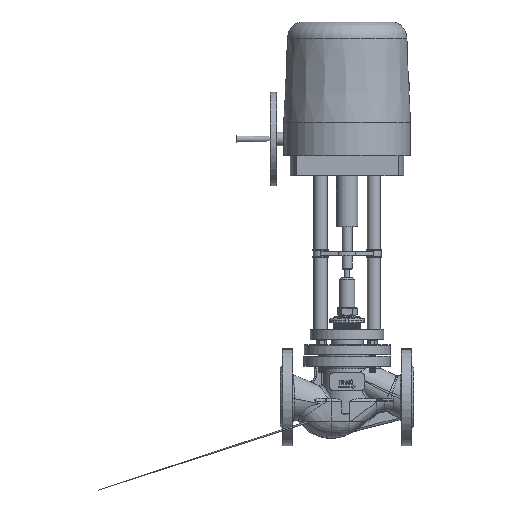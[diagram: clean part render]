
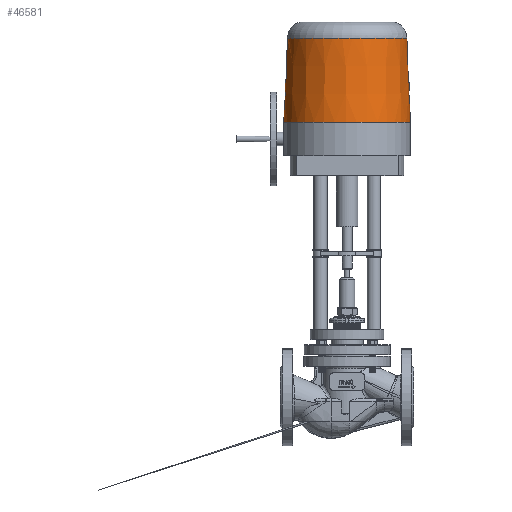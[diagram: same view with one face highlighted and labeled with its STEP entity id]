
A CAD part, front view. The second image highlights one B-rep face of the part: STEP entity #46581.
In plain terms, the highlighted conical face has half-angle 2 degrees and reference radius 90.604 mm.
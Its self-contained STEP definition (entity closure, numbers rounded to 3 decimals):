
#1173=CONICAL_SURFACE('',#48573,90.604,0.035);
#2705=FACE_OUTER_BOUND('',#4186,.T.);
#4186=EDGE_LOOP('',(#44575,#44576,#44577,#44578,#44579,#44580,#44581,#44582,
#44583,#44584,#44585,#44586,#44587));
#4830=CIRCLE('',#48564,95.);
#4831=CIRCLE('',#48565,95.);
#4836=CIRCLE('',#48574,90.604);
#4837=CIRCLE('',#48575,92.905);
#4838=CIRCLE('',#48576,90.604);
#4839=CIRCLE('',#48577,92.905);
#4840=CIRCLE('',#48578,90.604);
#9976=B_SPLINE_CURVE_WITH_KNOTS('',3,(#244450,#244451,#244452,#244453,#244454,
#244455,#244456,#244457,#244458,#244459,#244460,#244461,#244462),
 .UNSPECIFIED.,.F.,.F.,(4,3,3,3,4),(120.508,150.107,178.976,
206.655,213.707),.UNSPECIFIED.);
#9977=B_SPLINE_CURVE_WITH_KNOTS('',3,(#244466,#244467,#244468,#244469,#244470,
#244471,#244472,#244473,#244474,#244475,#244476,#244477,#244478),
 .UNSPECIFIED.,.F.,.F.,(4,3,3,3,4),(52.198,79.859,108.278,
137.936,145.398),.UNSPECIFIED.);
#9978=B_SPLINE_CURVE_WITH_KNOTS('',3,(#244482,#244483,#244484,#244485,#244486,
#244487,#244488,#244489,#244490,#244491,#244492,#244493,#244494),
 .UNSPECIFIED.,.F.,.F.,(4,3,3,3,4),(52.198,79.859,108.278,
137.936,145.398),.UNSPECIFIED.);
#9979=B_SPLINE_CURVE_WITH_KNOTS('',3,(#244498,#244499,#244500,#244501,#244502,
#244503,#244504,#244505,#244506,#244507,#244508,#244509,#244510),
 .UNSPECIFIED.,.F.,.F.,(4,3,3,3,4),(120.508,150.107,178.976,
206.654,213.707),.UNSPECIFIED.);
#12041=LINE('',#244446,#14143);
#14143=VECTOR('',#54591,90.604);
#20809=VERTEX_POINT('',#244332);
#20810=VERTEX_POINT('',#244333);
#20817=VERTEX_POINT('',#244445);
#20818=VERTEX_POINT('',#244447);
#20819=VERTEX_POINT('',#244449);
#20820=VERTEX_POINT('',#244463);
#20821=VERTEX_POINT('',#244465);
#20822=VERTEX_POINT('',#244479);
#20823=VERTEX_POINT('',#244481);
#20824=VERTEX_POINT('',#244495);
#20825=VERTEX_POINT('',#244497);
#28793=EDGE_CURVE('',#20809,#20810,#4830,.T.);
#28794=EDGE_CURVE('',#20810,#20809,#4831,.T.);
#28804=EDGE_CURVE('',#20810,#20817,#12041,.T.);
#28805=EDGE_CURVE('',#20818,#20817,#4836,.F.);
#28806=EDGE_CURVE('',#20819,#20818,#9976,.T.);
#28807=EDGE_CURVE('',#20820,#20819,#4837,.T.);
#28808=EDGE_CURVE('',#20821,#20820,#9977,.T.);
#28809=EDGE_CURVE('',#20822,#20821,#4838,.F.);
#28810=EDGE_CURVE('',#20822,#20823,#9978,.T.);
#28811=EDGE_CURVE('',#20824,#20823,#4839,.F.);
#28812=EDGE_CURVE('',#20824,#20825,#9979,.T.);
#28813=EDGE_CURVE('',#20817,#20825,#4840,.F.);
#44575=ORIENTED_EDGE('',*,*,#28793,.T.);
#44576=ORIENTED_EDGE('',*,*,#28804,.T.);
#44577=ORIENTED_EDGE('',*,*,#28805,.F.);
#44578=ORIENTED_EDGE('',*,*,#28806,.F.);
#44579=ORIENTED_EDGE('',*,*,#28807,.F.);
#44580=ORIENTED_EDGE('',*,*,#28808,.F.);
#44581=ORIENTED_EDGE('',*,*,#28809,.F.);
#44582=ORIENTED_EDGE('',*,*,#28810,.T.);
#44583=ORIENTED_EDGE('',*,*,#28811,.F.);
#44584=ORIENTED_EDGE('',*,*,#28812,.T.);
#44585=ORIENTED_EDGE('',*,*,#28813,.F.);
#44586=ORIENTED_EDGE('',*,*,#28804,.F.);
#44587=ORIENTED_EDGE('',*,*,#28794,.T.);
#46581=ADVANCED_FACE('',(#2705),#1173,.T.);
#48564=AXIS2_PLACEMENT_3D('',#244334,#54568,#54569);
#48565=AXIS2_PLACEMENT_3D('',#244335,#54570,#54571);
#48573=AXIS2_PLACEMENT_3D('',#244444,#54589,#54590);
#48574=AXIS2_PLACEMENT_3D('',#244448,#54592,#54593);
#48575=AXIS2_PLACEMENT_3D('',#244464,#54594,#54595);
#48576=AXIS2_PLACEMENT_3D('',#244480,#54596,#54597);
#48577=AXIS2_PLACEMENT_3D('',#244496,#54598,#54599);
#48578=AXIS2_PLACEMENT_3D('',#244511,#54600,#54601);
#54568=DIRECTION('center_axis',(0.,0.,1.));
#54569=DIRECTION('ref_axis',(-1.,0.,0.));
#54570=DIRECTION('center_axis',(0.,0.,1.));
#54571=DIRECTION('ref_axis',(-1.,0.,0.));
#54589=DIRECTION('center_axis',(0.,0.,-1.));
#54590=DIRECTION('ref_axis',(0.479,-0.878,0.));
#54591=DIRECTION('',(0.017,-0.031,0.999));
#54592=DIRECTION('center_axis',(0.,0.,-1.));
#54593=DIRECTION('ref_axis',(1.,0.,0.));
#54594=DIRECTION('center_axis',(0.,0.,
1.));
#54595=DIRECTION('ref_axis',(-0.166,0.986,0.));
#54596=DIRECTION('center_axis',(0.,0.,-1.));
#54597=DIRECTION('ref_axis',(1.,0.,0.));
#54598=DIRECTION('center_axis',(0.,0.,-1.));
#54599=DIRECTION('ref_axis',(1.,0.,0.));
#54600=DIRECTION('center_axis',(0.,0.,-1.));
#54601=DIRECTION('ref_axis',(1.,0.,0.));
#244332=CARTESIAN_POINT('',(45.545,-83.37,310.));
#244333=CARTESIAN_POINT('',(-45.545,83.37,310.));
#244334=CARTESIAN_POINT('Origin',(0.,0.,310.));
#244335=CARTESIAN_POINT('Origin',(0.,0.,310.));
#244444=CARTESIAN_POINT('Origin',(0.,0.,435.872));
#244445=CARTESIAN_POINT('',(-43.438,79.513,435.872));
#244446=CARTESIAN_POINT('',(-43.438,79.513,435.872));
#244447=CARTESIAN_POINT('',(-14.755,89.395,435.872));
#244448=CARTESIAN_POINT('Origin',(0.,0.,435.872));
#244449=CARTESIAN_POINT('',(-15.46,91.609,370.));
#244450=CARTESIAN_POINT('Ctrl Pts',(-15.46,91.609,
370.));
#244451=CARTESIAN_POINT('Ctrl Pts',(-15.405,91.372,
376.974));
#244452=CARTESIAN_POINT('Ctrl Pts',(-15.344,91.135,
383.947));
#244453=CARTESIAN_POINT('Ctrl Pts',(-15.277,90.899,
390.921));
#244454=CARTESIAN_POINT('Ctrl Pts',(-15.212,90.67,
397.722));
#244455=CARTESIAN_POINT('Ctrl Pts',(-15.14,90.441,
404.524));
#244456=CARTESIAN_POINT('Ctrl Pts',(-15.062,90.213,
411.325));
#244457=CARTESIAN_POINT('Ctrl Pts',(-14.988,89.994,
417.846));
#244458=CARTESIAN_POINT('Ctrl Pts',(-14.908,89.777,
424.367));
#244459=CARTESIAN_POINT('Ctrl Pts',(-14.822,89.56,430.888));
#244460=CARTESIAN_POINT('Ctrl Pts',(-14.8,89.505,
432.549));
#244461=CARTESIAN_POINT('Ctrl Pts',(-14.778,89.45,
434.211));
#244462=CARTESIAN_POINT('Ctrl Pts',(-14.755,89.395,435.872));
#244463=CARTESIAN_POINT('',(15.46,91.609,370.));
#244464=CARTESIAN_POINT('Origin',(0.,0.,
370.));
#244465=CARTESIAN_POINT('',(14.755,89.395,435.872));
#244466=CARTESIAN_POINT('Ctrl Pts',(14.755,89.395,435.872));
#244467=CARTESIAN_POINT('Ctrl Pts',(14.844,89.611,429.356));
#244468=CARTESIAN_POINT('Ctrl Pts',(14.927,89.828,422.839));
#244469=CARTESIAN_POINT('Ctrl Pts',(15.004,90.046,416.322));
#244470=CARTESIAN_POINT('Ctrl Pts',(15.084,90.269,409.627));
#244471=CARTESIAN_POINT('Ctrl Pts',(15.157,90.494,402.931));
#244472=CARTESIAN_POINT('Ctrl Pts',(15.225,90.72,396.236));
#244473=CARTESIAN_POINT('Ctrl Pts',(15.295,90.956,389.248));
#244474=CARTESIAN_POINT('Ctrl Pts',(15.359,91.192,382.261));
#244475=CARTESIAN_POINT('Ctrl Pts',(15.417,91.43,375.274));
#244476=CARTESIAN_POINT('Ctrl Pts',(15.432,91.49,373.516));
#244477=CARTESIAN_POINT('Ctrl Pts',(15.446,91.549,371.758));
#244478=CARTESIAN_POINT('Ctrl Pts',(15.46,91.609,370.));
#244479=CARTESIAN_POINT('',(14.755,-89.395,435.872));
#244480=CARTESIAN_POINT('Origin',(0.,0.,435.872));
#244481=CARTESIAN_POINT('',(15.46,-91.609,370.));
#244482=CARTESIAN_POINT('Ctrl Pts',(14.755,-89.395,
435.872));
#244483=CARTESIAN_POINT('Ctrl Pts',(14.844,-89.611,
429.356));
#244484=CARTESIAN_POINT('Ctrl Pts',(14.927,-89.828,422.839));
#244485=CARTESIAN_POINT('Ctrl Pts',(15.004,-90.046,
416.322));
#244486=CARTESIAN_POINT('Ctrl Pts',(15.084,-90.269,409.627));
#244487=CARTESIAN_POINT('Ctrl Pts',(15.157,-90.494,
402.931));
#244488=CARTESIAN_POINT('Ctrl Pts',(15.225,-90.72,
396.236));
#244489=CARTESIAN_POINT('Ctrl Pts',(15.295,-90.956,
389.248));
#244490=CARTESIAN_POINT('Ctrl Pts',(15.359,-91.192,
382.261));
#244491=CARTESIAN_POINT('Ctrl Pts',(15.417,-91.43,
375.274));
#244492=CARTESIAN_POINT('Ctrl Pts',(15.432,-91.49,
373.516));
#244493=CARTESIAN_POINT('Ctrl Pts',(15.446,-91.549,
371.758));
#244494=CARTESIAN_POINT('Ctrl Pts',(15.46,-91.609,
370.));
#244495=CARTESIAN_POINT('',(-15.46,-91.609,370.));
#244496=CARTESIAN_POINT('Origin',(0.,0.,370.));
#244497=CARTESIAN_POINT('',(-14.755,-89.395,435.872));
#244498=CARTESIAN_POINT('Ctrl Pts',(-15.46,-91.609,
370.));
#244499=CARTESIAN_POINT('Ctrl Pts',(-15.405,-91.372,
376.974));
#244500=CARTESIAN_POINT('Ctrl Pts',(-15.344,-91.135,
383.947));
#244501=CARTESIAN_POINT('Ctrl Pts',(-15.277,-90.899,
390.921));
#244502=CARTESIAN_POINT('Ctrl Pts',(-15.212,-90.67,
397.722));
#244503=CARTESIAN_POINT('Ctrl Pts',(-15.14,-90.441,
404.524));
#244504=CARTESIAN_POINT('Ctrl Pts',(-15.062,-90.213,
411.325));
#244505=CARTESIAN_POINT('Ctrl Pts',(-14.988,-89.994,
417.846));
#244506=CARTESIAN_POINT('Ctrl Pts',(-14.908,-89.777,
424.367));
#244507=CARTESIAN_POINT('Ctrl Pts',(-14.822,-89.56,
430.888));
#244508=CARTESIAN_POINT('Ctrl Pts',(-14.8,-89.505,
432.549));
#244509=CARTESIAN_POINT('Ctrl Pts',(-14.778,-89.45,
434.211));
#244510=CARTESIAN_POINT('Ctrl Pts',(-14.755,-89.395,
435.872));
#244511=CARTESIAN_POINT('Origin',(0.,0.,435.872));
